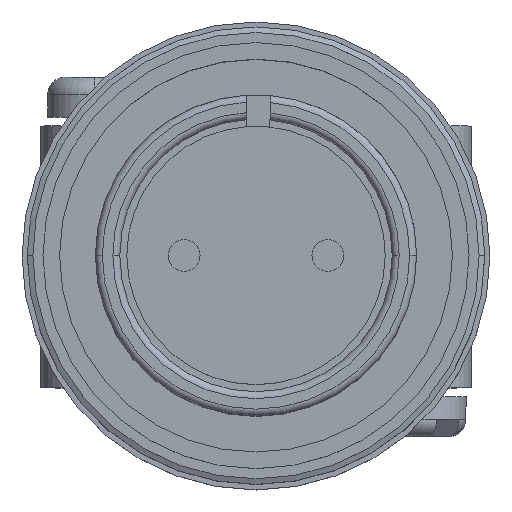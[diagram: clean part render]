
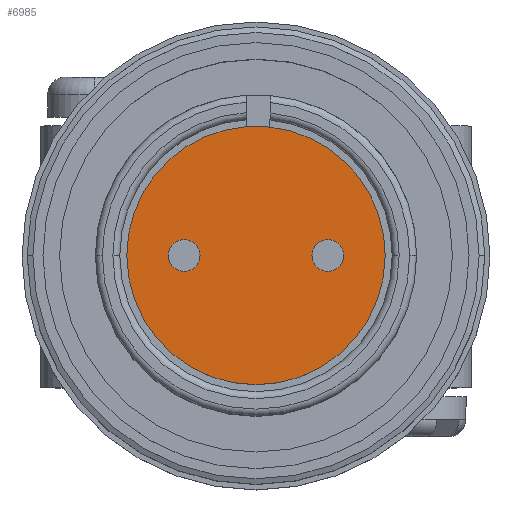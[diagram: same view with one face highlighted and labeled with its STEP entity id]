
A CAD part, top view. The second image highlights one B-rep face of the part: STEP entity #6985.
In plain terms, the highlighted planar face has unit normal (0, 0, 1).
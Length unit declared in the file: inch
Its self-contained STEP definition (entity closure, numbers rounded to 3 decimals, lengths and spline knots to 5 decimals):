
#514 = CARTESIAN_POINT ( 'NONE',  ( 0.16007, 0., 4.41815 ) ) ;
#529 = CARTESIAN_POINT ( 'NONE',  ( -0.25123, 0., 4.41815 ) ) ;
#540 = CARTESIAN_POINT ( 'NONE',  ( -0.37, 0., 4.41815 ) ) ;
#580 = CARTESIAN_POINT ( 'NONE',  ( 0.25123, 0., 4.41815 ) ) ;
#581 = CARTESIAN_POINT ( 'NONE',  ( -0.16007, 0., 4.41815 ) ) ;
#711 = CARTESIAN_POINT ( 'NONE',  ( 0.37, 0., 4.41815 ) ) ;
#748 = CARTESIAN_POINT ( 'NONE',  ( 0.03974, 0.36786, 4.41815 ) ) ;
#858 = CARTESIAN_POINT ( 'NONE',  ( -0.0279, 0.36895, 4.41815 ) ) ;
#3887 = CARTESIAN_POINT ( 'NONE',  ( 0., 0., 4.41815 ) ) ;
#3888 = DIRECTION ( 'NONE',  ( 0., 0., -1. ) ) ;
#3889 = DIRECTION ( 'NONE',  ( -1., 0., 0. ) ) ;
#3955 = CARTESIAN_POINT ( 'NONE',  ( 0., 0., 4.41815 ) ) ;
#3956 = DIRECTION ( 'NONE',  ( 0., 0., -1. ) ) ;
#3957 = DIRECTION ( 'NONE',  ( -1., 0., 0. ) ) ;
#3958 = CARTESIAN_POINT ( 'NONE',  ( 0.20565, 0., 4.41815 ) ) ;
#3959 = DIRECTION ( 'NONE',  ( 0., 0., 1. ) ) ;
#3960 = DIRECTION ( 'NONE',  ( 1., 0., 0. ) ) ;
#3961 = CARTESIAN_POINT ( 'NONE',  ( -0.20565, 0., 4.41815 ) ) ;
#3962 = DIRECTION ( 'NONE',  ( 0., 0., 1. ) ) ;
#3963 = DIRECTION ( 'NONE',  ( 1., 0., 0. ) ) ;
#4239 = CIRCLE ( 'NONE', #8875, 0.04558 ) ;
#4241 = CIRCLE ( 'NONE', #8874, 0.04558 ) ;
#4288 = CIRCLE ( 'NONE', #8861, 0.37 ) ;
#4475 = CIRCLE ( 'NONE', #8873, 0.37 ) ;
#4494 = FACE_BOUND ( 'NONE', #5038, .T. ) ;
#4498 = FACE_BOUND ( 'NONE', #5166, .T. ) ;
#4503 = FACE_OUTER_BOUND ( 'NONE', #5198, .T. ) ;
#4678 = CIRCLE ( 'NONE', #8751, 0.37 ) ;
#4679 = VECTOR ( 'NONE', #6945, 39.37008 ) ;
#4682 = LINE ( 'NONE', #6955, #4679 ) ;
#4683 = CIRCLE ( 'NONE', #8750, 0.04558 ) ;
#4684 = CIRCLE ( 'NONE', #8749, 0.04558 ) ;
#5038 = EDGE_LOOP ( 'NONE', ( #8323, #8322 ) ) ;
#5166 = EDGE_LOOP ( 'NONE', ( #8320, #8318 ) ) ;
#5198 = EDGE_LOOP ( 'NONE', ( #8331, #8330, #8327, #8325 ) ) ;
#6076 = DIRECTION ( 'NONE',  ( 0., 0., -1. ) ) ;
#6174 = EDGE_CURVE ( 'NONE', #9748, #9682, #4684, .T. ) ;
#6175 = EDGE_CURVE ( 'NONE', #9749, #9697, #4683, .T. ) ;
#6176 = EDGE_CURVE ( 'NONE', #10026, #9916, #4682, .T. ) ;
#6178 = EDGE_CURVE ( 'NONE', #9708, #10026, #4678, .T. ) ;
#6945 = DIRECTION ( 'NONE',  ( 1., -0.016, 0. ) ) ;
#6952 = CARTESIAN_POINT ( 'NONE',  ( 0.20565, 0., 4.41815 ) ) ;
#6953 = DIRECTION ( 'NONE',  ( 0., 0., 1. ) ) ;
#6954 = DIRECTION ( 'NONE',  ( 1., 0., 0. ) ) ;
#6955 = CARTESIAN_POINT ( 'NONE',  ( -0.36399, 0.37435, 4.41815 ) ) ;
#6956 = CARTESIAN_POINT ( 'NONE',  ( -0.20565, 0., 4.41815 ) ) ;
#6957 = DIRECTION ( 'NONE',  ( 0., 0., 1. ) ) ;
#6958 = DIRECTION ( 'NONE',  ( 1., 0., 0. ) ) ;
#6962 = CARTESIAN_POINT ( 'NONE',  ( 0., 0., 4.41815 ) ) ;
#6985 = ADVANCED_FACE ( 'NONE', ( #4503, #4494, #4498 ), #8435, .T. ) ;
#7069 = EDGE_CURVE ( 'NONE', #9879, #9708, #4288, .T. ) ;
#7097 = EDGE_CURVE ( 'NONE', #9916, #9879, #4475, .T. ) ;
#7099 = EDGE_CURVE ( 'NONE', #9682, #9748, #4241, .T. ) ;
#7100 = EDGE_CURVE ( 'NONE', #9697, #9749, #4239, .T. ) ;
#7704 = DIRECTION ( 'NONE',  ( -1., 0., 0. ) ) ;
#8318 = ORIENTED_EDGE ( 'NONE', *, *, #7099, .F. ) ;
#8320 = ORIENTED_EDGE ( 'NONE', *, *, #6174, .F. ) ;
#8322 = ORIENTED_EDGE ( 'NONE', *, *, #7100, .F. ) ;
#8323 = ORIENTED_EDGE ( 'NONE', *, *, #6175, .F. ) ;
#8325 = ORIENTED_EDGE ( 'NONE', *, *, #7097, .F. ) ;
#8327 = ORIENTED_EDGE ( 'NONE', *, *, #7069, .F. ) ;
#8330 = ORIENTED_EDGE ( 'NONE', *, *, #6178, .F. ) ;
#8331 = ORIENTED_EDGE ( 'NONE', *, *, #6176, .F. ) ;
#8427 = DIRECTION ( 'NONE',  ( 0., 0., 1. ) ) ;
#8432 = CARTESIAN_POINT ( 'NONE',  ( -0.37, 0., 4.41815 ) ) ;
#8435 = PLANE ( 'NONE',  #8806 ) ;
#8437 = DIRECTION ( 'NONE',  ( 1., 0., 0. ) ) ;
#8749 = AXIS2_PLACEMENT_3D ( 'NONE', #6952, #6953, #6954 ) ;
#8750 = AXIS2_PLACEMENT_3D ( 'NONE', #6956, #6957, #6958 ) ;
#8751 = AXIS2_PLACEMENT_3D ( 'NONE', #6962, #6076, #7704 ) ;
#8806 = AXIS2_PLACEMENT_3D ( 'NONE', #8432, #8427, #8437 ) ;
#8861 = AXIS2_PLACEMENT_3D ( 'NONE', #3887, #3888, #3889 ) ;
#8873 = AXIS2_PLACEMENT_3D ( 'NONE', #3955, #3956, #3957 ) ;
#8874 = AXIS2_PLACEMENT_3D ( 'NONE', #3958, #3959, #3960 ) ;
#8875 = AXIS2_PLACEMENT_3D ( 'NONE', #3961, #3962, #3963 ) ;
#9682 = VERTEX_POINT ( 'NONE', #514 ) ;
#9697 = VERTEX_POINT ( 'NONE', #529 ) ;
#9708 = VERTEX_POINT ( 'NONE', #540 ) ;
#9748 = VERTEX_POINT ( 'NONE', #580 ) ;
#9749 = VERTEX_POINT ( 'NONE', #581 ) ;
#9879 = VERTEX_POINT ( 'NONE', #711 ) ;
#9916 = VERTEX_POINT ( 'NONE', #748 ) ;
#10026 = VERTEX_POINT ( 'NONE', #858 ) ;
